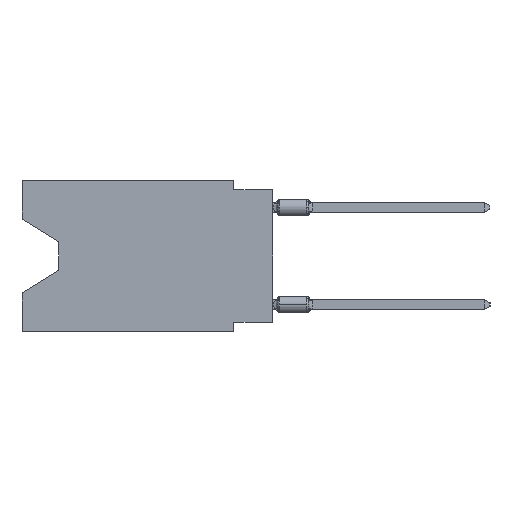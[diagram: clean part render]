
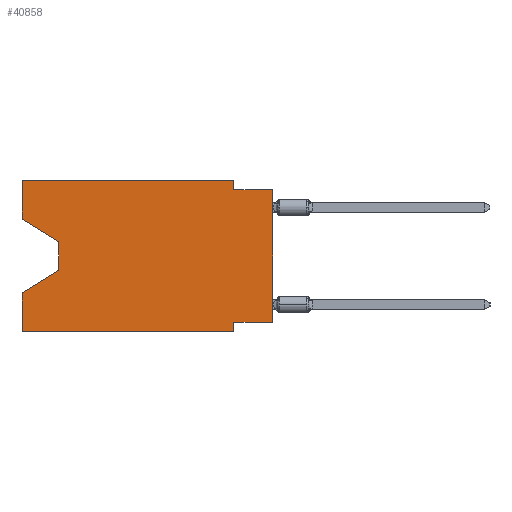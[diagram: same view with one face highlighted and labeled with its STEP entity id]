
A CAD part, left-side view. The second image highlights one B-rep face of the part: STEP entity #40858.
In plain terms, the highlighted planar face has unit normal (-1, 0, 0).
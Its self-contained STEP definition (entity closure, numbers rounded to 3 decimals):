
#393 = EDGE_CURVE ( 'NONE', #32659, #43113, #14193, .T. ) ;
#1639 = DIRECTION ( 'NONE',  ( 0., 0., -1. ) ) ;
#1663 = CARTESIAN_POINT ( 'NONE',  ( 0., 0., 0. ) ) ;
#2827 = DIRECTION ( 'NONE',  ( 0., 0., -1. ) ) ;
#3912 = VECTOR ( 'NONE', #12917, 1000. ) ;
#4035 = CARTESIAN_POINT ( 'NONE',  ( 0., 13.97, -4.013 ) ) ;
#4136 = VECTOR ( 'NONE', #18978, 1000. ) ;
#4229 = ORIENTED_EDGE ( 'NONE', *, *, #59112, .T. ) ;
#5358 = DIRECTION ( 'NONE',  ( 0., -1., 0. ) ) ;
#5501 = CARTESIAN_POINT ( 'NONE',  ( 0., 0., -0.635 ) ) ;
#6140 = CARTESIAN_POINT ( 'NONE',  ( 0., 2.54, -9.906 ) ) ;
#7246 = LINE ( 'NONE', #35393, #8752 ) ;
#8164 = DIRECTION ( 'NONE',  ( 0., 0., 1. ) ) ;
#8387 = DIRECTION ( 'NONE',  ( 1., 0., 0. ) ) ;
#8752 = VECTOR ( 'NONE', #34805, 1000. ) ;
#9061 = EDGE_CURVE ( 'NONE', #31526, #43113, #32820, .T. ) ;
#9062 = VERTEX_POINT ( 'NONE', #23539 ) ;
#9167 = CARTESIAN_POINT ( 'NONE',  ( 0., 16.383, -9.906 ) ) ;
#9208 = EDGE_CURVE ( 'NONE', #52994, #9062, #35412, .T. ) ;
#10449 = EDGE_LOOP ( 'NONE', ( #4229, #35631, #28442, #15892, #25009, #46041, #14864, #17065, #28840, #41952, #28689, #29320 ) ) ;
#10634 = LINE ( 'NONE', #6140, #50083 ) ;
#10806 = EDGE_CURVE ( 'NONE', #9062, #17506, #18837, .T. ) ;
#12382 = LINE ( 'NONE', #30638, #51674 ) ;
#12917 = DIRECTION ( 'NONE',  ( 0., 0., 1. ) ) ;
#13798 = EDGE_CURVE ( 'NONE', #15885, #34534, #31777, .T. ) ;
#14193 = LINE ( 'NONE', #5501, #4136 ) ;
#14864 = ORIENTED_EDGE ( 'NONE', *, *, #29474, .F. ) ;
#15155 = VECTOR ( 'NONE', #5358, 1000. ) ;
#15885 = VERTEX_POINT ( 'NONE', #9167 ) ;
#15892 = ORIENTED_EDGE ( 'NONE', *, *, #13798, .F. ) ;
#16519 = DIRECTION ( 'NONE',  ( 0., 0.855, -0.519 ) ) ;
#17065 = ORIENTED_EDGE ( 'NONE', *, *, #9061, .T. ) ;
#17506 = VERTEX_POINT ( 'NONE', #49927 ) ;
#17897 = VECTOR ( 'NONE', #8164, 1000. ) ;
#17953 = DIRECTION ( 'NONE',  ( 0., 0., -1. ) ) ;
#18837 = LINE ( 'NONE', #37404, #15155 ) ;
#18978 = DIRECTION ( 'NONE',  ( 0., -1., 0. ) ) ;
#19095 = VERTEX_POINT ( 'NONE', #39364 ) ;
#21036 = LINE ( 'NONE', #39314, #57626 ) ;
#21144 = EDGE_CURVE ( 'NONE', #55330, #34534, #39589, .T. ) ;
#21858 = FACE_OUTER_BOUND ( 'NONE', #10449, .T. ) ;
#22090 = EDGE_CURVE ( 'NONE', #17506, #32659, #48093, .T. ) ;
#23539 = CARTESIAN_POINT ( 'NONE',  ( 0., 16.383, 0. ) ) ;
#23577 = VECTOR ( 'NONE', #16519, 1000. ) ;
#25009 = ORIENTED_EDGE ( 'NONE', *, *, #40985, .T. ) ;
#25215 = CARTESIAN_POINT ( 'NONE',  ( 0., 13.97, -5.893 ) ) ;
#28442 = ORIENTED_EDGE ( 'NONE', *, *, #21144, .T. ) ;
#28689 = ORIENTED_EDGE ( 'NONE', *, *, #10806, .F. ) ;
#28840 = ORIENTED_EDGE ( 'NONE', *, *, #393, .F. ) ;
#29320 = ORIENTED_EDGE ( 'NONE', *, *, #9208, .F. ) ;
#29474 = EDGE_CURVE ( 'NONE', #31526, #19095, #31630, .T. ) ;
#30087 = CARTESIAN_POINT ( 'NONE',  ( 0., 2.54, 0. ) ) ;
#30638 = CARTESIAN_POINT ( 'NONE',  ( 0., 16.383, -2.546 ) ) ;
#31078 = EDGE_CURVE ( 'NONE', #19095, #47464, #10634, .T. ) ;
#31526 = VERTEX_POINT ( 'NONE', #34504 ) ;
#31630 = LINE ( 'NONE', #35232, #54701 ) ;
#31777 = LINE ( 'NONE', #35955, #3912 ) ;
#32659 = VERTEX_POINT ( 'NONE', #51332 ) ;
#32820 = LINE ( 'NONE', #1663, #47552 ) ;
#34504 = CARTESIAN_POINT ( 'NONE',  ( 0., 0., -9.271 ) ) ;
#34534 = VERTEX_POINT ( 'NONE', #53831 ) ;
#34805 = DIRECTION ( 'NONE',  ( 0., -1., 0. ) ) ;
#35232 = CARTESIAN_POINT ( 'NONE',  ( 0., 0., -9.271 ) ) ;
#35393 = CARTESIAN_POINT ( 'NONE',  ( 0., 16.383, -9.906 ) ) ;
#35412 = LINE ( 'NONE', #49526, #17897 ) ;
#35631 = ORIENTED_EDGE ( 'NONE', *, *, #42239, .T. ) ;
#35678 = CARTESIAN_POINT ( 'NONE',  ( 0., 16.383, -2.546 ) ) ;
#35814 = DIRECTION ( 'NONE',  ( 0., 1., 0. ) ) ;
#35916 = PLANE ( 'NONE',  #48953 ) ;
#35955 = CARTESIAN_POINT ( 'NONE',  ( 0., 16.383, 0. ) ) ;
#37404 = CARTESIAN_POINT ( 'NONE',  ( 0., 16.383, 0. ) ) ;
#39314 = CARTESIAN_POINT ( 'NONE',  ( 0., 13.97, -4.013 ) ) ;
#39364 = CARTESIAN_POINT ( 'NONE',  ( 0., 2.54, -9.271 ) ) ;
#39589 = LINE ( 'NONE', #25215, #23577 ) ;
#40139 = CARTESIAN_POINT ( 'NONE',  ( 0., 16.383, 0. ) ) ;
#40209 = DIRECTION ( 'NONE',  ( 0., 0., -1. ) ) ;
#40858 = ADVANCED_FACE ( 'NONE', ( #21858 ), #35916, .F. ) ;
#40957 = CARTESIAN_POINT ( 'NONE',  ( 0., 0., -0.635 ) ) ;
#40985 = EDGE_CURVE ( 'NONE', #15885, #47464, #7246, .T. ) ;
#41952 = ORIENTED_EDGE ( 'NONE', *, *, #22090, .F. ) ;
#42239 = EDGE_CURVE ( 'NONE', #43552, #55330, #21036, .T. ) ;
#43113 = VERTEX_POINT ( 'NONE', #40957 ) ;
#43552 = VERTEX_POINT ( 'NONE', #4035 ) ;
#46041 = ORIENTED_EDGE ( 'NONE', *, *, #31078, .F. ) ;
#47148 = CARTESIAN_POINT ( 'NONE',  ( 0., 2.54, -9.906 ) ) ;
#47464 = VERTEX_POINT ( 'NONE', #47148 ) ;
#47552 = VECTOR ( 'NONE', #51119, 1000. ) ;
#47598 = VECTOR ( 'NONE', #2827, 1000. ) ;
#48093 = LINE ( 'NONE', #30087, #47598 ) ;
#48940 = DIRECTION ( 'NONE',  ( 0., -0.855, -0.519 ) ) ;
#48953 = AXIS2_PLACEMENT_3D ( 'NONE', #40139, #8387, #17953 ) ;
#49526 = CARTESIAN_POINT ( 'NONE',  ( 0., 16.383, 0. ) ) ;
#49927 = CARTESIAN_POINT ( 'NONE',  ( 0., 2.54, 0. ) ) ;
#50083 = VECTOR ( 'NONE', #1639, 1000. ) ;
#51119 = DIRECTION ( 'NONE',  ( 0., 0., 1. ) ) ;
#51332 = CARTESIAN_POINT ( 'NONE',  ( 0., 2.54, -0.635 ) ) ;
#51674 = VECTOR ( 'NONE', #48940, 1000. ) ;
#52994 = VERTEX_POINT ( 'NONE', #35678 ) ;
#53831 = CARTESIAN_POINT ( 'NONE',  ( 0., 16.383, -7.36 ) ) ;
#54701 = VECTOR ( 'NONE', #35814, 1000. ) ;
#55330 = VERTEX_POINT ( 'NONE', #56497 ) ;
#56497 = CARTESIAN_POINT ( 'NONE',  ( 0., 13.97, -5.893 ) ) ;
#57626 = VECTOR ( 'NONE', #40209, 1000. ) ;
#59112 = EDGE_CURVE ( 'NONE', #52994, #43552, #12382, .T. ) ;
